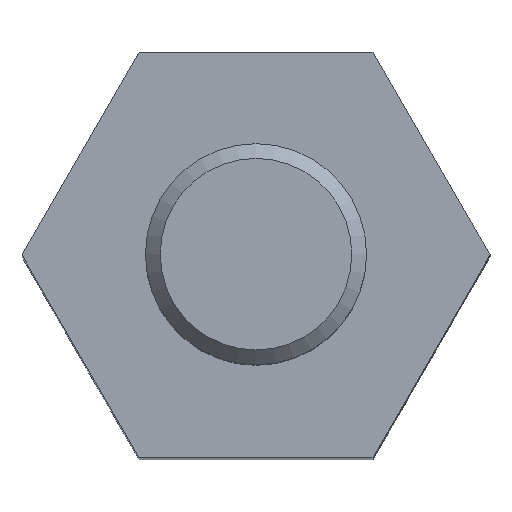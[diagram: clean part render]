
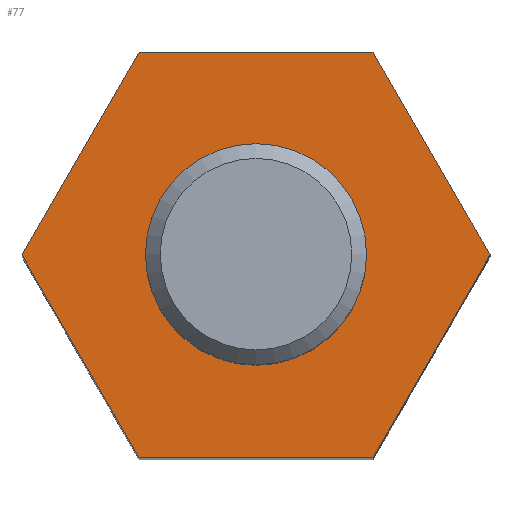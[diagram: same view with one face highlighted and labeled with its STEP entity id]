
A CAD part, top view. The second image highlights one B-rep face of the part: STEP entity #77.
In plain terms, the highlighted planar face has unit normal (0, 0, 1).
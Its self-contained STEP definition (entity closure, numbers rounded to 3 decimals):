
#77 = ADVANCED_FACE( '', ( #163, #164 ), #165, .T. );
#163 = FACE_BOUND( '', #257, .T. );
#164 = FACE_OUTER_BOUND( '', #258, .T. );
#165 = PLANE( '', #259 );
#257 = EDGE_LOOP( '', ( #397 ) );
#258 = EDGE_LOOP( '', ( #398, #399, #400, #401, #402, #403 ) );
#259 = AXIS2_PLACEMENT_3D( '', #404, #405, #406 );
#397 = ORIENTED_EDGE( '', *, *, #526, .T. );
#398 = ORIENTED_EDGE( '', *, *, #509, .T. );
#399 = ORIENTED_EDGE( '', *, *, #499, .T. );
#400 = ORIENTED_EDGE( '', *, *, #483, .T. );
#401 = ORIENTED_EDGE( '', *, *, #527, .T. );
#402 = ORIENTED_EDGE( '', *, *, #528, .T. );
#403 = ORIENTED_EDGE( '', *, *, #522, .T. );
#404 = CARTESIAN_POINT( '', ( 0., 0., 16. ) );
#405 = DIRECTION( '', ( 0., 0., 1. ) );
#406 = DIRECTION( '', ( 1., 0., 0. ) );
#483 = EDGE_CURVE( '', #553, #551, #554, .T. );
#499 = EDGE_CURVE( '', #578, #553, #579, .T. );
#509 = EDGE_CURVE( '', #592, #578, #593, .T. );
#522 = EDGE_CURVE( '', #612, #592, #613, .T. );
#526 = EDGE_CURVE( '', #618, #618, #619, .F. );
#527 = EDGE_CURVE( '', #551, #620, #621, .T. );
#528 = EDGE_CURVE( '', #620, #612, #622, .T. );
#551 = VERTEX_POINT( '', #653 );
#553 = VERTEX_POINT( '', #656 );
#554 = LINE( '', #657, #658 );
#578 = VERTEX_POINT( '', #695 );
#579 = LINE( '', #696, #697 );
#592 = VERTEX_POINT( '', #723 );
#593 = LINE( '', #724, #725 );
#612 = VERTEX_POINT( '', #771 );
#613 = LINE( '', #772, #773 );
#618 = VERTEX_POINT( '', #784 );
#619 = CIRCLE( '', #785, 1.267 );
#620 = VERTEX_POINT( '', #786 );
#621 = LINE( '', #787, #788 );
#622 = LINE( '', #789, #790 );
#653 = CARTESIAN_POINT( '', ( -1.588, -2.75, 16. ) );
#656 = CARTESIAN_POINT( '', ( -3.175, 0., 16. ) );
#657 = CARTESIAN_POINT( '', ( -3.175, 0., 16. ) );
#658 = VECTOR( '', #826, 1000. );
#695 = CARTESIAN_POINT( '', ( -1.588, 2.75, 16. ) );
#696 = CARTESIAN_POINT( '', ( -1.588, 2.75, 16. ) );
#697 = VECTOR( '', #849, 1000. );
#723 = CARTESIAN_POINT( '', ( 1.588, 2.75, 16. ) );
#724 = CARTESIAN_POINT( '', ( 1.588, 2.75, 16. ) );
#725 = VECTOR( '', #857, 1000. );
#771 = CARTESIAN_POINT( '', ( 3.175, 0., 16. ) );
#772 = CARTESIAN_POINT( '', ( 3.175, 0., 16. ) );
#773 = VECTOR( '', #868, 1000. );
#784 = CARTESIAN_POINT( '', ( 1.267, 0., 16. ) );
#785 = AXIS2_PLACEMENT_3D( '', #870, #871, #872 );
#786 = CARTESIAN_POINT( '', ( 1.588, -2.75, 16. ) );
#787 = CARTESIAN_POINT( '', ( -1.588, -2.75, 16. ) );
#788 = VECTOR( '', #873, 1000. );
#789 = CARTESIAN_POINT( '', ( 1.588, -2.75, 16. ) );
#790 = VECTOR( '', #874, 1000. );
#826 = DIRECTION( '', ( 0.5, -0.866, 0. ) );
#849 = DIRECTION( '', ( -0.5, -0.866, 0. ) );
#857 = DIRECTION( '', ( -1., 0., 0. ) );
#868 = DIRECTION( '', ( -0.5, 0.866, 0. ) );
#870 = CARTESIAN_POINT( '', ( 0., 0., 16. ) );
#871 = DIRECTION( '', ( 0., 0., 1. ) );
#872 = DIRECTION( '', ( 1., 0., 0. ) );
#873 = DIRECTION( '', ( 1., 0., 0. ) );
#874 = DIRECTION( '', ( 0.5, 0.866, 0. ) );
